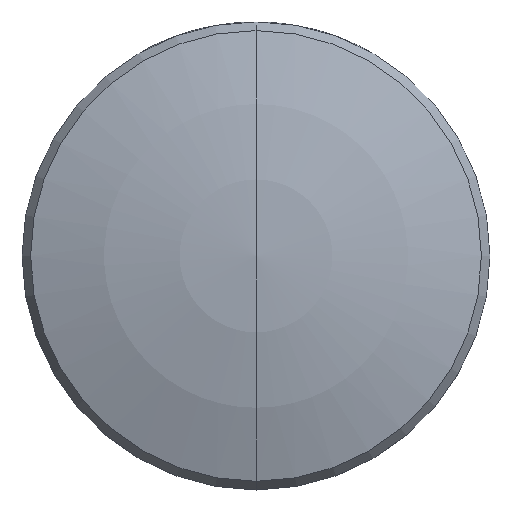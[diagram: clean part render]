
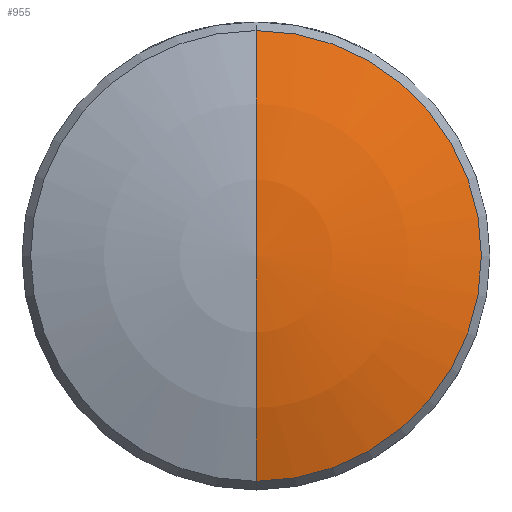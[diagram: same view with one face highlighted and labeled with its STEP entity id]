
A CAD part, top view. The second image highlights one B-rep face of the part: STEP entity #955.
In plain terms, the highlighted toroidal (fillet/blend) face has major radius 0.001 mm and minor radius 18.4 mm.
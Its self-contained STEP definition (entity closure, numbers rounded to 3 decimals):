
#62 = CARTESIAN_POINT ( 'NONE',  ( 0., 0., 2.93 ) ) ;
#117 = VERTEX_POINT ( 'NONE', #1623 ) ;
#244 = TOROIDAL_SURFACE ( 'NONE', #2376, 0.001, 18.4 ) ;
#282 = VERTEX_POINT ( 'NONE', #62 ) ;
#433 = DIRECTION ( 'NONE',  ( 0., 1., 0. ) ) ;
#466 = CARTESIAN_POINT ( 'NONE',  ( 0., 0., -15.47 ) ) ;
#544 = CIRCLE ( 'NONE', #1274, 6.117 ) ;
#622 = AXIS2_PLACEMENT_3D ( 'NONE', #1985, #2394, #433 ) ;
#701 = VERTEX_POINT ( 'NONE', #2199 ) ;
#826 = DIRECTION ( 'NONE',  ( 0., 1., 0. ) ) ;
#955 = ADVANCED_FACE ( 'NONE', ( #991 ), #244, .T. ) ;
#991 = FACE_OUTER_BOUND ( 'NONE', #1757, .T. ) ;
#1071 = EDGE_CURVE ( 'NONE', #282, #117, #1429, .T. ) ;
#1274 = AXIS2_PLACEMENT_3D ( 'NONE', #1627, #2428, #826 ) ;
#1329 = DIRECTION ( 'NONE',  ( 0., 1., 0. ) ) ;
#1429 = CIRCLE ( 'NONE', #1437, 18.4 ) ;
#1437 = AXIS2_PLACEMENT_3D ( 'NONE', #2183, #1973, #2215 ) ;
#1570 = EDGE_CURVE ( 'NONE', #282, #701, #1847, .T. ) ;
#1623 = CARTESIAN_POINT ( 'NONE',  ( 0., 6.117, 1.884 ) ) ;
#1627 = CARTESIAN_POINT ( 'NONE',  ( 0., 0., 1.884 ) ) ;
#1757 = EDGE_LOOP ( 'NONE', ( #2536, #2111, #2515 ) ) ;
#1847 = CIRCLE ( 'NONE', #622, 18.4 ) ;
#1879 = EDGE_CURVE ( 'NONE', #701, #117, #544, .T. ) ;
#1973 = DIRECTION ( 'NONE',  ( -1., 0., 0. ) ) ;
#1985 = CARTESIAN_POINT ( 'NONE',  ( 0., -0.001, -15.47 ) ) ;
#2111 = ORIENTED_EDGE ( 'NONE', *, *, #1570, .T. ) ;
#2183 = CARTESIAN_POINT ( 'NONE',  ( 0., 0.001, -15.47 ) ) ;
#2199 = CARTESIAN_POINT ( 'NONE',  ( 0., -6.117, 1.884 ) ) ;
#2215 = DIRECTION ( 'NONE',  ( 0., 0., 1. ) ) ;
#2324 = DIRECTION ( 'NONE',  ( 0., 0., -1. ) ) ;
#2376 = AXIS2_PLACEMENT_3D ( 'NONE', #466, #2324, #1329 ) ;
#2394 = DIRECTION ( 'NONE',  ( 1., 0., 0. ) ) ;
#2428 = DIRECTION ( 'NONE',  ( 0., 0., 1. ) ) ;
#2515 = ORIENTED_EDGE ( 'NONE', *, *, #1879, .T. ) ;
#2536 = ORIENTED_EDGE ( 'NONE', *, *, #1071, .F. ) ;
